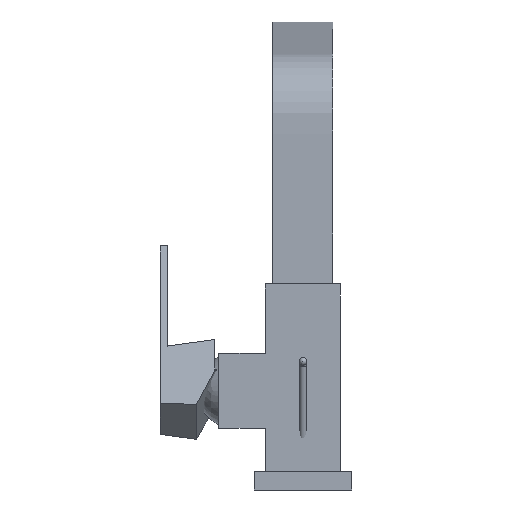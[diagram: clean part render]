
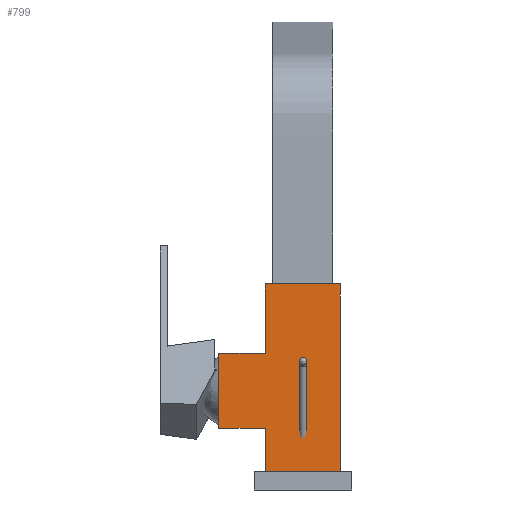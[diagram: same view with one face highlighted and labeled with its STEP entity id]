
A CAD part, left-side view. The second image highlights one B-rep face of the part: STEP entity #799.
In plain terms, the highlighted planar face has unit normal (-1, 0, 0).
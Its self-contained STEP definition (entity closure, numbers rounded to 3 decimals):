
#255=ORIENTED_EDGE('',*,*,#355,.F.);
#256=ORIENTED_EDGE('',*,*,#366,.F.);
#257=ORIENTED_EDGE('',*,*,#348,.F.);
#258=ORIENTED_EDGE('',*,*,#352,.F.);
#259=ORIENTED_EDGE('',*,*,#364,.F.);
#260=ORIENTED_EDGE('',*,*,#359,.F.);
#261=ORIENTED_EDGE('',*,*,#370,.F.);
#262=ORIENTED_EDGE('',*,*,#367,.F.);
#348=EDGE_CURVE('',#427,#428,#501,.T.);
#352=EDGE_CURVE('',#431,#427,#505,.T.);
#355=EDGE_CURVE('',#433,#434,#508,.T.);
#359=EDGE_CURVE('',#437,#438,#512,.T.);
#364=EDGE_CURVE('',#438,#431,#517,.T.);
#366=EDGE_CURVE('',#428,#433,#519,.T.);
#367=EDGE_CURVE('',#434,#441,#520,.T.);
#370=EDGE_CURVE('',#441,#437,#523,.T.);
#427=VERTEX_POINT('',#1820);
#428=VERTEX_POINT('',#1821);
#431=VERTEX_POINT('',#1829);
#433=VERTEX_POINT('',#1835);
#434=VERTEX_POINT('',#1836);
#437=VERTEX_POINT('',#1844);
#438=VERTEX_POINT('',#1845);
#441=VERTEX_POINT('',#1859);
#501=LINE('',#1819,#583);
#505=LINE('',#1828,#587);
#508=LINE('',#1834,#590);
#512=LINE('',#1843,#594);
#517=LINE('',#1853,#599);
#519=LINE('',#1856,#601);
#520=LINE('',#1858,#602);
#523=LINE('',#1864,#605);
#583=VECTOR('',#1198,1000.);
#587=VECTOR('',#1204,1000.);
#590=VECTOR('',#1209,1000.);
#594=VECTOR('',#1215,1000.);
#599=VECTOR('',#1222,1000.);
#601=VECTOR('',#1226,1000.);
#602=VECTOR('',#1229,1000.);
#605=VECTOR('',#1234,1000.);
#661=EDGE_LOOP('',(#255,#256,#257,#258,#259,#260,#261,#262));
#717=FACE_BOUND('',#661,.T.);
#752=PLANE('',#1035);
#799=ADVANCED_FACE('',(#717),#752,.T.);
#1035=AXIS2_PLACEMENT_3D('',#1863,#1232,#1233);
#1198=DIRECTION('',(0.,-1.,0.));
#1204=DIRECTION('',(0.,0.,1.));
#1209=DIRECTION('',(0.,-1.,0.));
#1215=DIRECTION('',(0.,0.,1.));
#1222=DIRECTION('',(0.,1.,0.));
#1226=DIRECTION('',(0.,0.,1.));
#1229=DIRECTION('',(0.,0.,-1.));
#1232=DIRECTION('',(-1.,0.,0.));
#1233=DIRECTION('',(0.,1.,0.));
#1234=DIRECTION('',(0.,1.,0.));
#1819=CARTESIAN_POINT('',(-20.,22.,63.));
#1820=CARTESIAN_POINT('',(-20.,45.,63.));
#1821=CARTESIAN_POINT('',(-20.,20.,63.));
#1828=CARTESIAN_POINT('',(-20.,45.,62.5));
#1829=CARTESIAN_POINT('',(-20.,45.,23.));
#1834=CARTESIAN_POINT('',(-20.,-19.5,100.));
#1835=CARTESIAN_POINT('',(-20.,20.,100.));
#1836=CARTESIAN_POINT('',(-20.,-20.,100.));
#1843=CARTESIAN_POINT('',(-20.,20.,21.));
#1844=CARTESIAN_POINT('',(-20.,20.,0.));
#1845=CARTESIAN_POINT('',(-20.,20.,23.));
#1853=CARTESIAN_POINT('',(-20.,44.5,23.));
#1856=CARTESIAN_POINT('',(-20.,20.,99.5));
#1858=CARTESIAN_POINT('',(-20.,-20.,0.));
#1859=CARTESIAN_POINT('',(-20.,-20.,0.));
#1863=CARTESIAN_POINT('',(-20.,-19.5,0.));
#1864=CARTESIAN_POINT('',(-20.,0.,0.));
